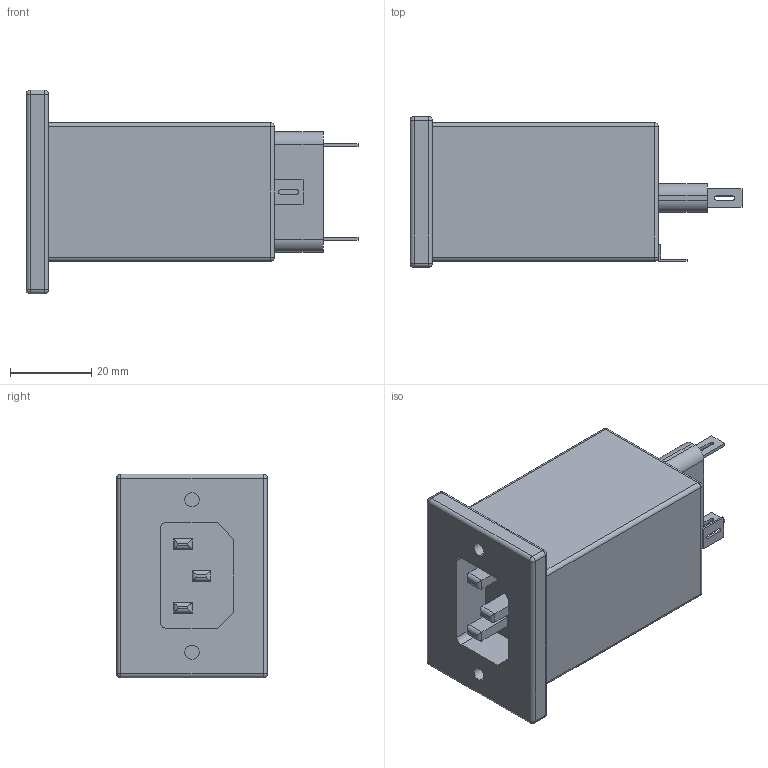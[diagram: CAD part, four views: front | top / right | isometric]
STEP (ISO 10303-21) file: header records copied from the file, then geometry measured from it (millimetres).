
FILE_DESCRIPTION (( 'STEP AP214' ), '1' );
FILE_NAME ('ENF_KGLH_L81.5W50H37.STEP', '2018-10-03T19:13:10', ( '' ), ( '' ), 'SwSTEP 2.0', 'SolidWorks 2014', '' );
FILE_SCHEMA (( 'AUTOMOTIVE_DESIGN' ));
Length unit declared in the file: millimetre
Products named in the file (1): ENF_KGLH_L81.5W50H37
Bounding box: 81.5 x 37 x 50 mm (x, y, z)
Volume: 72395.9 mm3; surface area: 14324.3 mm2
Topology: 1 solids, 1 shells, 180 faces, 457 edges, 280 vertices
Faces by surface type: plane 118, cylinder 50, sphere 12
Entity records: 6657 total; most frequent: CARTESIAN_POINT 942, ORIENTED_EDGE 890, DIRECTION 871, EDGE_CURVE 445, VECTOR 357, LINE 357, VERTEX_POINT 280, AXIS2_PLACEMENT_3D 257
